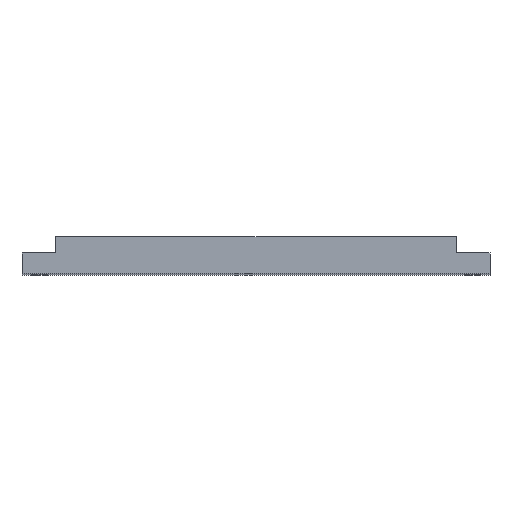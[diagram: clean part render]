
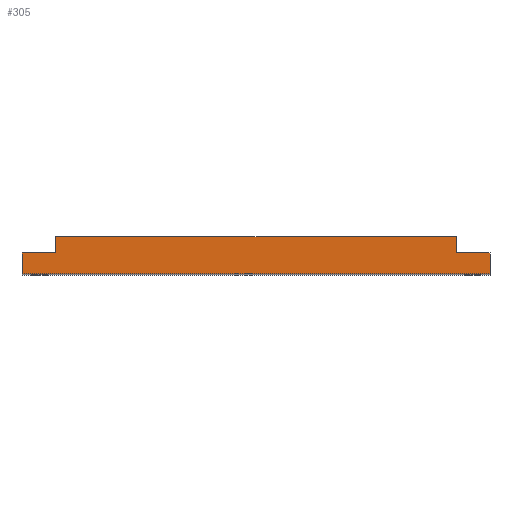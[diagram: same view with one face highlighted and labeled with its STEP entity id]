
A CAD part, top view. The second image highlights one B-rep face of the part: STEP entity #305.
In plain terms, the highlighted planar face has unit normal (0, 0, 1).
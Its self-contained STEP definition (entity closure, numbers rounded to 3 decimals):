
#24 = FACE_OUTER_BOUND ( 'NONE', #534, .T. ) ;
#29 = EDGE_CURVE ( 'NONE', #770, #913, #530, .T. ) ;
#85 = DIRECTION ( 'NONE',  ( 0., 1., 0. ) ) ;
#173 = DIRECTION ( 'NONE',  ( 0., 1., 0. ) ) ;
#190 = VERTEX_POINT ( 'NONE', #724 ) ;
#191 = VECTOR ( 'NONE', #1811, 1000. ) ;
#204 = LINE ( 'NONE', #212, #1405 ) ;
#212 = CARTESIAN_POINT ( 'NONE',  ( 9.8, 10.7, 250. ) ) ;
#214 = LINE ( 'NONE', #801, #1653 ) ;
#224 = CARTESIAN_POINT ( 'NONE',  ( 9.8, 10.7, 250. ) ) ;
#250 = VECTOR ( 'NONE', #85, 1000. ) ;
#304 = DIRECTION ( 'NONE',  ( -1., 0., 0. ) ) ;
#305 = ADVANCED_FACE ( 'NONE', ( #24 ), #1785, .F. ) ;
#311 = CARTESIAN_POINT ( 'NONE',  ( 0., 0., 250. ) ) ;
#329 = EDGE_CURVE ( 'NONE', #905, #513, #1616, .T. ) ;
#373 = ORIENTED_EDGE ( 'NONE', *, *, #397, .F. ) ;
#376 = DIRECTION ( 'NONE',  ( 1., 0., 0. ) ) ;
#391 = EDGE_CURVE ( 'NONE', #1106, #983, #1465, .T. ) ;
#397 = EDGE_CURVE ( 'NONE', #983, #905, #1213, .T. ) ;
#459 = ORIENTED_EDGE ( 'NONE', *, *, #496, .T. ) ;
#462 = CARTESIAN_POINT ( 'NONE',  ( 135., 0., 250. ) ) ;
#466 = VECTOR ( 'NONE', #600, 1000. ) ;
#496 = EDGE_CURVE ( 'NONE', #1267, #190, #1683, .T. ) ;
#498 = CARTESIAN_POINT ( 'NONE',  ( 9.8, 6., 250. ) ) ;
#513 = VERTEX_POINT ( 'NONE', #224 ) ;
#517 = EDGE_CURVE ( 'NONE', #1267, #913, #1103, .T. ) ;
#529 = EDGE_CURVE ( 'NONE', #1106, #770, #214, .T. ) ;
#530 = LINE ( 'NONE', #1825, #250 ) ;
#534 = EDGE_LOOP ( 'NONE', ( #459, #1480, #1374, #373, #1358, #901, #1049, #963 ) ) ;
#568 = CARTESIAN_POINT ( 'NONE',  ( 0., 6., 250. ) ) ;
#588 = AXIS2_PLACEMENT_3D ( 'NONE', #311, #1199, #304 ) ;
#600 = DIRECTION ( 'NONE',  ( 0., 1., 0. ) ) ;
#662 = CARTESIAN_POINT ( 'NONE',  ( 125.2, 6., 250. ) ) ;
#724 = CARTESIAN_POINT ( 'NONE',  ( 125.2, 10.7, 250. ) ) ;
#770 = VERTEX_POINT ( 'NONE', #462 ) ;
#801 = CARTESIAN_POINT ( 'NONE',  ( 0., 0., 250. ) ) ;
#901 = ORIENTED_EDGE ( 'NONE', *, *, #529, .T. ) ;
#902 = EDGE_CURVE ( 'NONE', #513, #190, #204, .T. ) ;
#905 = VERTEX_POINT ( 'NONE', #498 ) ;
#913 = VERTEX_POINT ( 'NONE', #1794 ) ;
#963 = ORIENTED_EDGE ( 'NONE', *, *, #517, .F. ) ;
#983 = VERTEX_POINT ( 'NONE', #568 ) ;
#1049 = ORIENTED_EDGE ( 'NONE', *, *, #29, .T. ) ;
#1103 = LINE ( 'NONE', #1538, #191 ) ;
#1106 = VERTEX_POINT ( 'NONE', #1328 ) ;
#1196 = VECTOR ( 'NONE', #173, 1000. ) ;
#1199 = DIRECTION ( 'NONE',  ( 0., 0., -1. ) ) ;
#1213 = LINE ( 'NONE', #1360, #1222 ) ;
#1222 = VECTOR ( 'NONE', #1510, 1000. ) ;
#1250 = DIRECTION ( 'NONE',  ( 0., 1., 0. ) ) ;
#1267 = VERTEX_POINT ( 'NONE', #1347 ) ;
#1325 = CARTESIAN_POINT ( 'NONE',  ( 0., 0., 250. ) ) ;
#1328 = CARTESIAN_POINT ( 'NONE',  ( 0., 0., 250. ) ) ;
#1343 = CARTESIAN_POINT ( 'NONE',  ( 9.8, 6., 250. ) ) ;
#1347 = CARTESIAN_POINT ( 'NONE',  ( 125.2, 6., 250. ) ) ;
#1358 = ORIENTED_EDGE ( 'NONE', *, *, #391, .F. ) ;
#1360 = CARTESIAN_POINT ( 'NONE',  ( 0., 6., 250. ) ) ;
#1374 = ORIENTED_EDGE ( 'NONE', *, *, #329, .F. ) ;
#1405 = VECTOR ( 'NONE', #1804, 1000. ) ;
#1442 = VECTOR ( 'NONE', #1250, 1000. ) ;
#1465 = LINE ( 'NONE', #1325, #466 ) ;
#1480 = ORIENTED_EDGE ( 'NONE', *, *, #902, .F. ) ;
#1510 = DIRECTION ( 'NONE',  ( 1., 0., 0. ) ) ;
#1538 = CARTESIAN_POINT ( 'NONE',  ( 125.2, 6., 250. ) ) ;
#1616 = LINE ( 'NONE', #1343, #1196 ) ;
#1653 = VECTOR ( 'NONE', #376, 1000. ) ;
#1683 = LINE ( 'NONE', #662, #1442 ) ;
#1785 = PLANE ( 'NONE',  #588 ) ;
#1794 = CARTESIAN_POINT ( 'NONE',  ( 135., 6., 250. ) ) ;
#1804 = DIRECTION ( 'NONE',  ( 1., 0., 0. ) ) ;
#1811 = DIRECTION ( 'NONE',  ( 1., 0., 0. ) ) ;
#1825 = CARTESIAN_POINT ( 'NONE',  ( 135., 0., 250. ) ) ;
